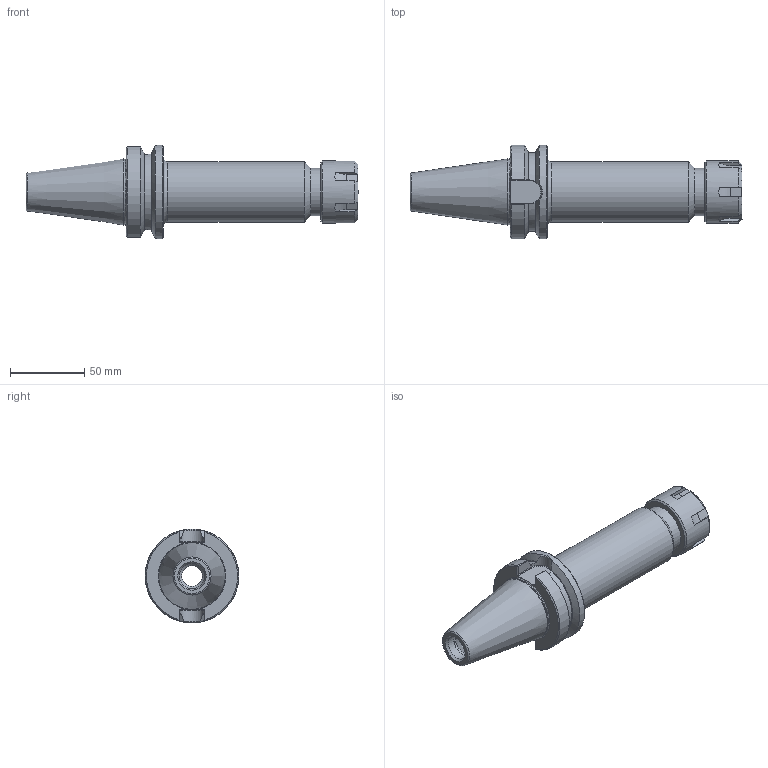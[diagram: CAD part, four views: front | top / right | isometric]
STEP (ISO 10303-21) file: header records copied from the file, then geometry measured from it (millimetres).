
FILE_DESCRIPTION((''),'2;1');
FILE_NAME('B40-25ERC622.stp','2014-06-02T15:00:50',('anddod'),(''),'Autodesk Inventor 2012','Autodesk Inventor 2012','');
FILE_SCHEMA(('AUTOMOTIVE_DESIGN { 1 0 10303 214 1 1 1 1 }'));
Length unit declared in the file: inch
Products named in the file (3): B40-25ERC622; B40-25ER6-1; 25ERCN
Assembly tree (2 placements, depth 2):
  B40-25ERC622
    B40-25ER6-1
    25ERCN
Bounding box: 223.39 x 62.99 x 62.99 mm (x, y, z)
Volume: 249153.4 mm3; surface area: 49308.4 mm2
Topology: 2 solids, 2 shells, 131 faces, 344 edges, 222 vertices
Faces by surface type: plane 52, cylinder 39, cone 27, torus 11, bspline 2
Full cylindrical faces by diameter (mm): 13.843 x1, 15.748 x1, 17.013 x1, 17.623 x1, 18.034 x1, 20.18 x1, 26.86 x1, 30.5 x1, 32 x1, 32.88 x1, 40.513 x1, 42 x1, 43.942 x1, 62.992 x1
Entity records: 4183 total; most frequent: CARTESIAN_POINT 1008, DIRECTION 616, ORIENTED_EDGE 612, EDGE_CURVE 306, AXIS2_PLACEMENT_3D 246, VERTEX_POINT 216, EDGE_LOOP 172, FACE_OUTER_BOUND 131
